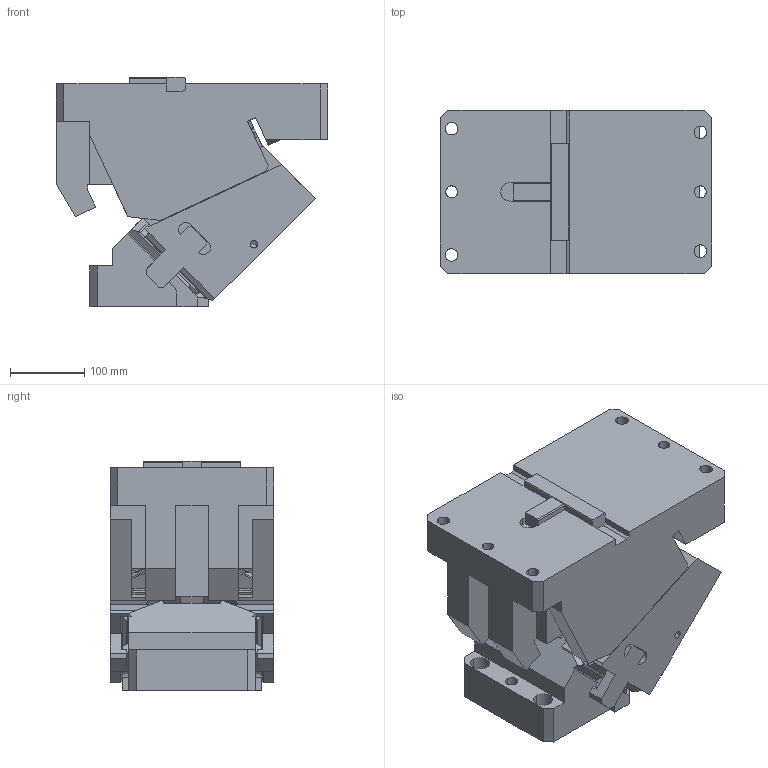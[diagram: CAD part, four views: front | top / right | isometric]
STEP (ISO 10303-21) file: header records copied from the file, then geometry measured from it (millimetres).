
FILE_DESCRIPTION(('CATIA V5 STEP Exchange'),'2;1');
FILE_NAME('CACV_F_220_45.stp','2015-04-27T06:55:04+00:00',('none'),('none'),'CATIA Version 5 Release 19 SP 2 (IN-10)','CATIA V5 STEP AP203','none');
FILE_SCHEMA(('CONFIG_CONTROL_DESIGN'));
Length unit declared in the file: millimetre
Products named in the file (1): CACV_F_220_45
Bounding box: 365 x 220 x 309 mm (x, y, z)
Volume: 15432557.2 mm3; surface area: 832473.1 mm2
Topology: 3 solids, 7 shells, 587 faces, 1686 edges, 1113 vertices
Faces by surface type: plane 396, cylinder 179, cone 8, extrusion 4
Entity records: 19701 total; most frequent: CARTESIAN_POINT 5040, ORIENTED_EDGE 3360, DIRECTION 2457, EDGE_CURVE 1680, VECTOR 1301, LINE 1297, VERTEX_POINT 1113, AXIS2_PLACEMENT_3D 672
